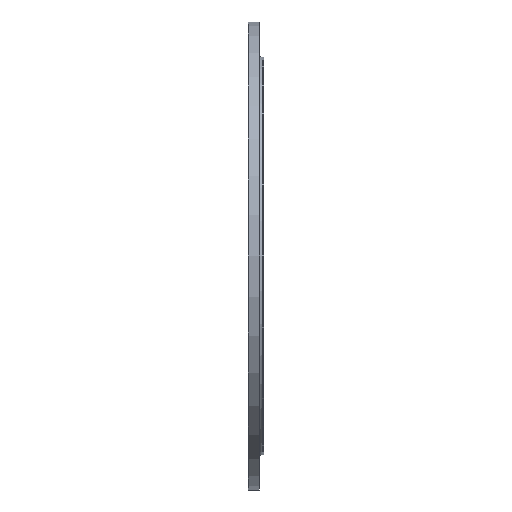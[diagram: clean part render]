
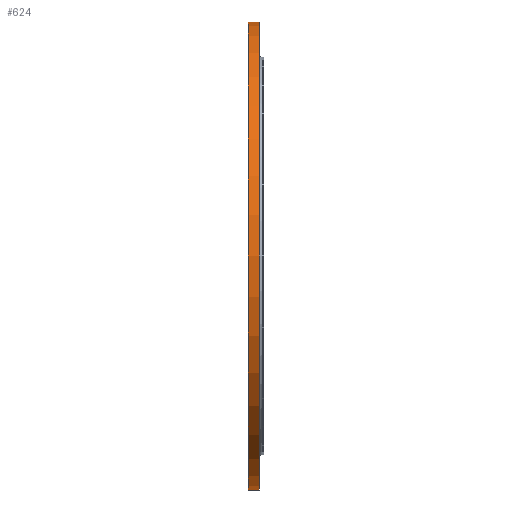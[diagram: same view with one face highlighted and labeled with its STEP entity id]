
A CAD part, front view. The second image highlights one B-rep face of the part: STEP entity #624.
In plain terms, the highlighted cylindrical face has radius 673.1 mm (diameter 1346.2 mm), a partial arc.
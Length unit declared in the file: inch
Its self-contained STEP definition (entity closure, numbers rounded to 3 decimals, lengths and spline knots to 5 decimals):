
#44 = FACE_OUTER_BOUND ( 'NONE', #2132, .T. ) ;
#97 = CARTESIAN_POINT ( 'NONE',  ( 1.11236, 0., -26.5 ) ) ;
#161 = DIRECTION ( 'NONE',  ( 0., 0., 1. ) ) ;
#168 = VERTEX_POINT ( 'NONE', #1744 ) ;
#417 = VERTEX_POINT ( 'NONE', #553 ) ;
#553 = CARTESIAN_POINT ( 'NONE',  ( -0.13764, 0., 26.5 ) ) ;
#614 = EDGE_CURVE ( 'NONE', #168, #417, #2762, .T. ) ;
#624 = ADVANCED_FACE ( 'NONE', ( #44 ), #973, .T. ) ;
#745 = DIRECTION ( 'NONE',  ( -1., 0., 0. ) ) ;
#907 = VERTEX_POINT ( 'NONE', #97 ) ;
#973 = CYLINDRICAL_SURFACE ( 'NONE', #1274, 26.5 ) ;
#1101 = EDGE_CURVE ( 'NONE', #907, #168, #3046, .T. ) ;
#1180 = DIRECTION ( 'NONE',  ( -1., 0., 0. ) ) ;
#1221 = VERTEX_POINT ( 'NONE', #1356 ) ;
#1231 = AXIS2_PLACEMENT_3D ( 'NONE', #1266, #2229, #1464 ) ;
#1266 = CARTESIAN_POINT ( 'NONE',  ( -0.13764, 0., 0. ) ) ;
#1274 = AXIS2_PLACEMENT_3D ( 'NONE', #1928, #745, #2636 ) ;
#1356 = CARTESIAN_POINT ( 'NONE',  ( 1.11236, 0., 26.5 ) ) ;
#1464 = DIRECTION ( 'NONE',  ( 0., 0., 1. ) ) ;
#1482 = VECTOR ( 'NONE', #2043, 39.37008 ) ;
#1619 = EDGE_CURVE ( 'NONE', #1221, #417, #2272, .T. ) ;
#1744 = CARTESIAN_POINT ( 'NONE',  ( -0.13764, 0., -26.5 ) ) ;
#1928 = CARTESIAN_POINT ( 'NONE',  ( 0., 0., 0. ) ) ;
#2037 = DIRECTION ( 'NONE',  ( -1., 0., 0. ) ) ;
#2043 = DIRECTION ( 'NONE',  ( -1., 0., 0. ) ) ;
#2066 = ORIENTED_EDGE ( 'NONE', *, *, #614, .F. ) ;
#2115 = CIRCLE ( 'NONE', #2304, 26.5 ) ;
#2132 = EDGE_LOOP ( 'NONE', ( #2575, #2619, #3032, #2066 ) ) ;
#2141 = VECTOR ( 'NONE', #1180, 39.37008 ) ;
#2229 = DIRECTION ( 'NONE',  ( -1., 0., 0. ) ) ;
#2272 = LINE ( 'NONE', #2730, #1482 ) ;
#2304 = AXIS2_PLACEMENT_3D ( 'NONE', #2542, #2037, #161 ) ;
#2542 = CARTESIAN_POINT ( 'NONE',  ( 1.11236, 0., 0. ) ) ;
#2546 = EDGE_CURVE ( 'NONE', #907, #1221, #2115, .T. ) ;
#2575 = ORIENTED_EDGE ( 'NONE', *, *, #1101, .F. ) ;
#2619 = ORIENTED_EDGE ( 'NONE', *, *, #2546, .T. ) ;
#2636 = DIRECTION ( 'NONE',  ( 0., 0., 1. ) ) ;
#2730 = CARTESIAN_POINT ( 'NONE',  ( 0., 0., 26.5 ) ) ;
#2733 = CARTESIAN_POINT ( 'NONE',  ( 0., 0., -26.5 ) ) ;
#2762 = CIRCLE ( 'NONE', #1231, 26.5 ) ;
#3032 = ORIENTED_EDGE ( 'NONE', *, *, #1619, .T. ) ;
#3046 = LINE ( 'NONE', #2733, #2141 ) ;
